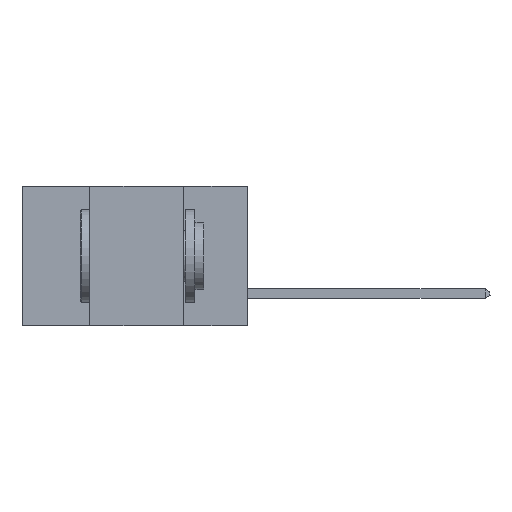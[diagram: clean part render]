
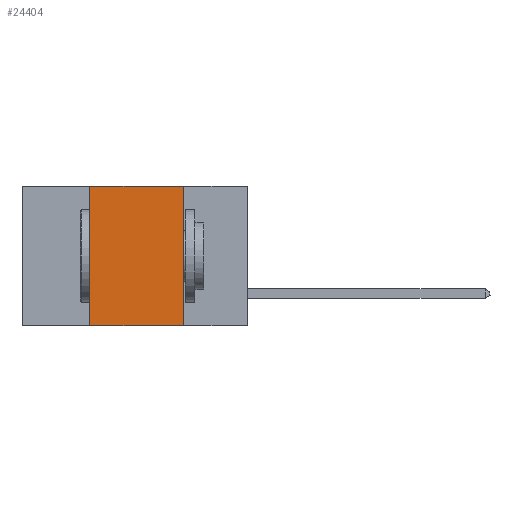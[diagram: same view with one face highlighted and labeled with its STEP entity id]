
A CAD part, left-side view. The second image highlights one B-rep face of the part: STEP entity #24404.
In plain terms, the highlighted planar face has unit normal (-1, 0, 0).
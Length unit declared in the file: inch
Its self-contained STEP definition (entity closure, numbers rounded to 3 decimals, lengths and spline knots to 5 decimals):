
#1037 = VECTOR ( 'NONE', #2380, 39.37008 ) ;
#1402 = LINE ( 'NONE', #27949, #24197 ) ;
#2380 = DIRECTION ( 'NONE',  ( 0., -1., 0. ) ) ;
#4445 = VERTEX_POINT ( 'NONE', #22539 ) ;
#5405 = AXIS2_PLACEMENT_3D ( 'NONE', #10916, #11016, #26321 ) ;
#5675 = VERTEX_POINT ( 'NONE', #29041 ) ;
#5842 = DIRECTION ( 'NONE',  ( 0., 0., 1. ) ) ;
#6026 = DIRECTION ( 'NONE',  ( 0., -1., 0. ) ) ;
#6775 = CARTESIAN_POINT ( 'NONE',  ( 0., 0.17, 0. ) ) ;
#7940 = VERTEX_POINT ( 'NONE', #16076 ) ;
#8796 = LINE ( 'NONE', #24490, #1037 ) ;
#9257 = EDGE_CURVE ( 'NONE', #5675, #25946, #1402, .T. ) ;
#9458 = FACE_OUTER_BOUND ( 'NONE', #15539, .T. ) ;
#10916 = CARTESIAN_POINT ( 'NONE',  ( 0., 0.6, 0. ) ) ;
#11016 = DIRECTION ( 'NONE',  ( 1., 0., 0. ) ) ;
#11438 = EDGE_CURVE ( 'NONE', #5675, #4445, #11566, .T. ) ;
#11536 = DIRECTION ( 'NONE',  ( 0., 0., -1. ) ) ;
#11566 = LINE ( 'NONE', #23495, #14680 ) ;
#11570 = ORIENTED_EDGE ( 'NONE', *, *, #11438, .T. ) ;
#13197 = LINE ( 'NONE', #6775, #30952 ) ;
#14680 = VECTOR ( 'NONE', #6026, 39.37008 ) ;
#15172 = ORIENTED_EDGE ( 'NONE', *, *, #31824, .F. ) ;
#15539 = EDGE_LOOP ( 'NONE', ( #15172, #25177, #25839, #11570 ) ) ;
#16076 = CARTESIAN_POINT ( 'NONE',  ( 0., 0.17, 0. ) ) ;
#21428 = EDGE_CURVE ( 'NONE', #25946, #7940, #8796, .T. ) ;
#22539 = CARTESIAN_POINT ( 'NONE',  ( 0., 0.17, -0.37 ) ) ;
#23495 = CARTESIAN_POINT ( 'NONE',  ( 0., 0.6, -0.37 ) ) ;
#24197 = VECTOR ( 'NONE', #5842, 39.37008 ) ;
#24404 = ADVANCED_FACE ( 'NONE', ( #9458 ), #30338, .F. ) ;
#24490 = CARTESIAN_POINT ( 'NONE',  ( 0., 0.6, 0. ) ) ;
#25108 = CARTESIAN_POINT ( 'NONE',  ( 0., 0.42, 0. ) ) ;
#25177 = ORIENTED_EDGE ( 'NONE', *, *, #21428, .F. ) ;
#25839 = ORIENTED_EDGE ( 'NONE', *, *, #9257, .F. ) ;
#25946 = VERTEX_POINT ( 'NONE', #25108 ) ;
#26321 = DIRECTION ( 'NONE',  ( 0., 0., -1. ) ) ;
#27949 = CARTESIAN_POINT ( 'NONE',  ( 0., 0.42, 0. ) ) ;
#29041 = CARTESIAN_POINT ( 'NONE',  ( 0., 0.42, -0.37 ) ) ;
#30338 = PLANE ( 'NONE',  #5405 ) ;
#30952 = VECTOR ( 'NONE', #11536, 39.37008 ) ;
#31824 = EDGE_CURVE ( 'NONE', #7940, #4445, #13197, .T. ) ;
